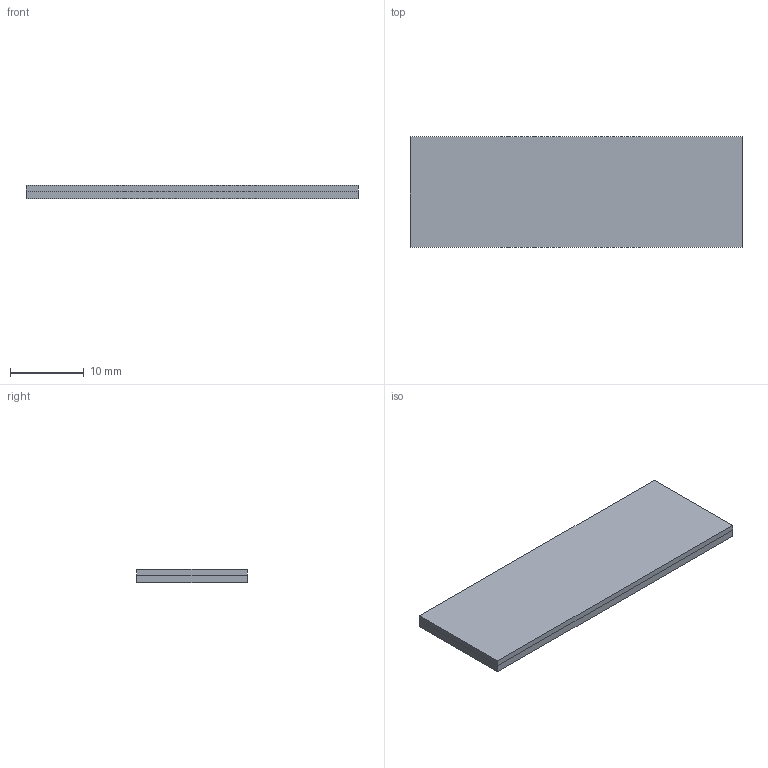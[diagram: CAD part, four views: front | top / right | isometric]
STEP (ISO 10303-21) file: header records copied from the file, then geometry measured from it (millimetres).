
FILE_DESCRIPTION(('FreeCAD Model'),'2;1');
FILE_NAME('Open CASCADE Shape Model','2025-06-01T15:19:47',(''),(''), 'Open CASCADE STEP processor 7.6','FreeCAD','Unknown');
FILE_SCHEMA(('AUTOMOTIVE_DESIGN { 1 0 10303 214 1 1 1 1 }'));
Length unit declared in the file: millimetre
Products named in the file (8): Unnamed; +; SM141K04LV_substrate; SM141K04LV; SM141K04LV001; IXYS; R3.0; -
Assembly tree (7 placements, depth 2):
  Unnamed
    +
    SM141K04LV_substrate
    SM141K04LV
    SM141K04LV001
    IXYS
    R3.0
    -
Bounding box: 45 x 15 x 1.81 mm (x, y, z)
Volume: 1215 mm3; surface area: 2956.1 mm2
Topology: 2 solids, 22 shells, 32 faces, 552 edges, 1312 vertices
Faces by surface type: plane 32
Entity records: 7906 total; most frequent: CARTESIAN_POINT 2368, DIRECTION 400, ORIENTED_EDGE 320, LINE 320, VECTOR 320, EDGE_CURVE 296, VERTEX_POINT 288, STYLED_ITEM 278
